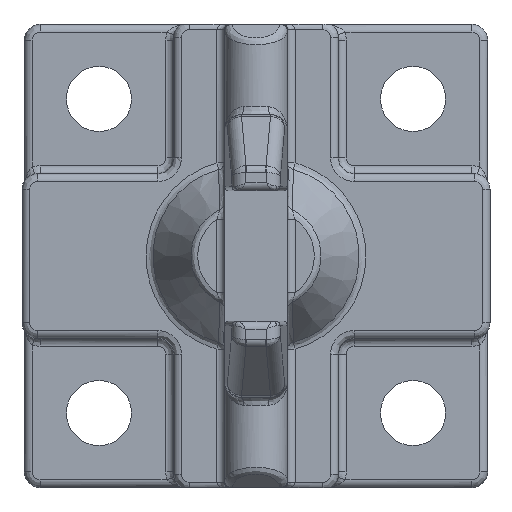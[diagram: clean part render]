
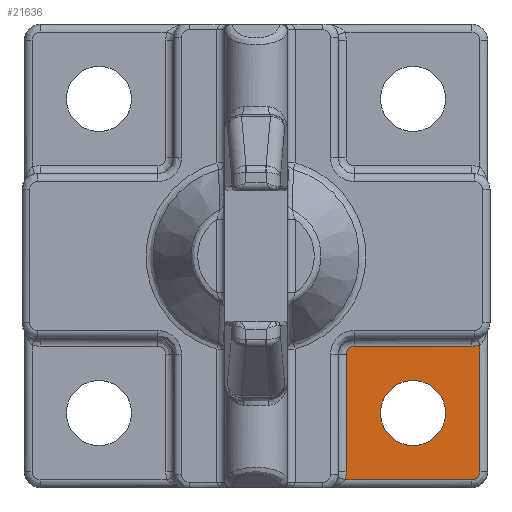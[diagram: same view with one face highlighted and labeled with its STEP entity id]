
A CAD part, left-side view. The second image highlights one B-rep face of the part: STEP entity #21636.
In plain terms, the highlighted planar face has unit normal (-1, 0, 0).
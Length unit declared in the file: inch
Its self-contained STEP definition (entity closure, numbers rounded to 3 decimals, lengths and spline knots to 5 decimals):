
#1198 = CARTESIAN_POINT ( 'NONE',  ( 0.82579, -0.23998, -0.22733 ) ) ;
#1455 = DIRECTION ( 'NONE',  ( 0., 0., -1. ) ) ;
#1589 = CARTESIAN_POINT ( 'NONE',  ( 0.82579, -0.22799, -0.23823 ) ) ;
#1652 = LINE ( 'NONE', #38735, #36128 ) ;
#1802 = CARTESIAN_POINT ( 'NONE',  ( 0.82579, -0.22638, -0.3937 ) ) ;
#1831 = CARTESIAN_POINT ( 'NONE',  ( 0.82579, -0.22638, -0.54134 ) ) ;
#1858 = CARTESIAN_POINT ( 'NONE',  ( 0.82579, -0.56102, -0.3937 ) ) ;
#1945 = DIRECTION ( 'NONE',  ( 0., 1., 0. ) ) ;
#2001 = CARTESIAN_POINT ( 'NONE',  ( 0.82579, -0.54134, -0.56102 ) ) ;
#2276 = CARTESIAN_POINT ( 'NONE',  ( 0.82579, -0.55287, -0.56102 ) ) ;
#3191 = CARTESIAN_POINT ( 'NONE',  ( 0.82579, -0.22638, -0.54806 ) ) ;
#3466 = CARTESIAN_POINT ( 'NONE',  ( 0.82579, -0.54806, -0.22638 ) ) ;
#4313 = CARTESIAN_POINT ( 'NONE',  ( 0.82579, -0.22829, -0.23758 ) ) ;
#4723 = CARTESIAN_POINT ( 'NONE',  ( 0.82579, -0.22991, -0.23467 ) ) ;
#5765 = EDGE_LOOP ( 'NONE', ( #19082, #34311, #13973, #35651, #8949, #16407, #31194, #5934 ) ) ;
#5934 = ORIENTED_EDGE ( 'NONE', *, *, #21864, .F. ) ;
#7448 = CIRCLE ( 'NONE', #22883, 0.08138 ) ;
#7503 = VERTEX_POINT ( 'NONE', #23548 ) ;
#7593 = CARTESIAN_POINT ( 'NONE',  ( 0.82579, -0.24481, -0.22638 ) ) ;
#8484 = B_SPLINE_CURVE_WITH_KNOTS ( 'NONE', 3,
 ( #19796, #7593, #38776, #10707, #1198, #29160, #10840, #32259, #20201, #4723, #10567, #4313, #1589, #26451, #35791, #17241 ),
 .UNSPECIFIED., .F., .F.,
 ( 4, 1, 2, 2, 2, 1, 2, 2, 4 ),
 ( 0., 0.125, 0.1875, 0.25, 0.5, 0.625, 0.6875, 0.75, 1. ),
 .UNSPECIFIED. ) ;
#8623 = DIRECTION ( 'NONE',  ( 1., 0., 0. ) ) ;
#8785 = VERTEX_POINT ( 'NONE', #12876 ) ;
#8949 = ORIENTED_EDGE ( 'NONE', *, *, #25468, .F. ) ;
#9590 = VERTEX_POINT ( 'NONE', #14801 ) ;
#9846 = CARTESIAN_POINT ( 'NONE',  ( 0.82579, -0.22524, -0.55469 ) ) ;
#10516 = VERTEX_POINT ( 'NONE', #24691 ) ;
#10567 = CARTESIAN_POINT ( 'NONE',  ( 0.82579, -0.2289, -0.23639 ) ) ;
#10707 = CARTESIAN_POINT ( 'NONE',  ( 0.82579, -0.24117, -0.22698 ) ) ;
#10840 = CARTESIAN_POINT ( 'NONE',  ( 0.82579, -0.23628, -0.22877 ) ) ;
#11387 = CARTESIAN_POINT ( 'NONE',  ( 0.82579, -0.56102, -0.55287 ) ) ;
#11515 = EDGE_CURVE ( 'NONE', #7503, #8785, #20711, .T. ) ;
#12876 = CARTESIAN_POINT ( 'NONE',  ( 0.82579, -0.223, -0.56102 ) ) ;
#12975 = EDGE_CURVE ( 'NONE', #40002, #30589, #37286, .T. ) ;
#13247 = CARTESIAN_POINT ( 'NONE',  ( 0.82579, -0.54134, -0.22638 ) ) ;
#13693 = CARTESIAN_POINT ( 'NONE',  ( 0.82579, -0.3937, -0.3937 ) ) ;
#13973 = ORIENTED_EDGE ( 'NONE', *, *, #28619, .F. ) ;
#14221 = ORIENTED_EDGE ( 'NONE', *, *, #27435, .T. ) ;
#14801 = CARTESIAN_POINT ( 'NONE',  ( 0.82579, -0.56102, -0.54134 ) ) ;
#15977 = CARTESIAN_POINT ( 'NONE',  ( 0.82579, -0.223, -0.56102 ) ) ;
#16252 = CARTESIAN_POINT ( 'NONE',  ( 0.82579, -0.56102, -0.223 ) ) ;
#16407 = ORIENTED_EDGE ( 'NONE', *, *, #22369, .T. ) ;
#17241 = CARTESIAN_POINT ( 'NONE',  ( 0.82579, -0.22638, -0.24606 ) ) ;
#17943 = VERTEX_POINT ( 'NONE', #21873 ) ;
#18062 = CARTESIAN_POINT ( 'NONE',  ( 0.82579, -0.56102, -0.54134 ) ) ;
#19082 = ORIENTED_EDGE ( 'NONE', *, *, #11515, .F. ) ;
#19088 = CARTESIAN_POINT ( 'NONE',  ( 0.82579, -0.22638, -0.54134 ) ) ;
#19356 =( BOUNDED_CURVE ( )  B_SPLINE_CURVE ( 3, ( #15977, #9846, #3191, #19088 ),
 .UNSPECIFIED., .F., .T. ) 
 B_SPLINE_CURVE_WITH_KNOTS ( ( 4, 4 ),
 ( 0., 1. ),
 .UNSPECIFIED. ) 
 CURVE ( )  GEOMETRIC_REPRESENTATION_ITEM ( )  RATIONAL_B_SPLINE_CURVE ( ( 1., 0.99, 0.99, 1. ) ) 
 REPRESENTATION_ITEM ( '' )  );
#19395 = CARTESIAN_POINT ( 'NONE',  ( 0.82579, -0.56102, -0.223 ) ) ;
#19796 = CARTESIAN_POINT ( 'NONE',  ( 0.82579, -0.24606, -0.22638 ) ) ;
#20201 = CARTESIAN_POINT ( 'NONE',  ( 0.82579, -0.23118, -0.23311 ) ) ;
#20529 = VECTOR ( 'NONE', #26852, 39.37008 ) ;
#20711 = LINE ( 'NONE', #27466, #21684 ) ;
#20776 = VERTEX_POINT ( 'NONE', #38727 ) ;
#21203 = FACE_OUTER_BOUND ( 'NONE', #5765, .T. ) ;
#21455 =( BOUNDED_CURVE ( )  B_SPLINE_CURVE ( 3, ( #18062, #11387, #2276, #2001 ),
 .UNSPECIFIED., .F., .T. ) 
 B_SPLINE_CURVE_WITH_KNOTS ( ( 4, 4 ),
 ( 0., 1. ),
 .UNSPECIFIED. ) 
 CURVE ( )  GEOMETRIC_REPRESENTATION_ITEM ( )  RATIONAL_B_SPLINE_CURVE ( ( 1., 0.805, 0.805, 1. ) ) 
 REPRESENTATION_ITEM ( '' )  );
#21636 = ADVANCED_FACE ( 'NONE', ( #33843, #21203 ), #22911, .F. ) ;
#21684 = VECTOR ( 'NONE', #30454, 39.37008 ) ;
#21864 = EDGE_CURVE ( 'NONE', #8785, #35384, #19356, .T. ) ;
#21873 = CARTESIAN_POINT ( 'NONE',  ( 0.82579, -0.22638, -0.24606 ) ) ;
#22187 = EDGE_CURVE ( 'NONE', #35384, #17943, #23614, .T. ) ;
#22369 = EDGE_CURVE ( 'NONE', #20776, #17943, #8484, .T. ) ;
#22818 = AXIS2_PLACEMENT_3D ( 'NONE', #13693, #29558, #1455 ) ;
#22883 = AXIS2_PLACEMENT_3D ( 'NONE', #26812, #8623, #1945 ) ;
#22911 = PLANE ( 'NONE',  #22818 ) ;
#23548 = CARTESIAN_POINT ( 'NONE',  ( 0.82579, -0.54134, -0.56102 ) ) ;
#23614 = LINE ( 'NONE', #1802, #31370 ) ;
#24691 = CARTESIAN_POINT ( 'NONE',  ( 0.82579, -0.31232, -0.3937 ) ) ;
#25113 = CARTESIAN_POINT ( 'NONE',  ( 0.82579, -0.54134, -0.22638 ) ) ;
#25468 = EDGE_CURVE ( 'NONE', #20776, #40002, #1652, .T. ) ;
#26451 = CARTESIAN_POINT ( 'NONE',  ( 0.82579, -0.22684, -0.24115 ) ) ;
#26812 = CARTESIAN_POINT ( 'NONE',  ( 0.82579, -0.3937, -0.3937 ) ) ;
#26852 = DIRECTION ( 'NONE',  ( 0., 0., -1. ) ) ;
#26952 = DIRECTION ( 'NONE',  ( 0., -1., 0. ) ) ;
#27345 = EDGE_LOOP ( 'NONE', ( #14221 ) ) ;
#27435 = EDGE_CURVE ( 'NONE', #10516, #10516, #7448, .T. ) ;
#27466 = CARTESIAN_POINT ( 'NONE',  ( 0.82579, -0.3937, -0.56102 ) ) ;
#28619 = EDGE_CURVE ( 'NONE', #30589, #9590, #28771, .T. ) ;
#28771 = LINE ( 'NONE', #1858, #20529 ) ;
#29160 = CARTESIAN_POINT ( 'NONE',  ( 0.82579, -0.23945, -0.22751 ) ) ;
#29231 = DIRECTION ( 'NONE',  ( 0., 0., 1. ) ) ;
#29558 = DIRECTION ( 'NONE',  ( 1., 0., 0. ) ) ;
#30454 = DIRECTION ( 'NONE',  ( 0., 1., 0. ) ) ;
#30589 = VERTEX_POINT ( 'NONE', #19395 ) ;
#31194 = ORIENTED_EDGE ( 'NONE', *, *, #22187, .F. ) ;
#31370 = VECTOR ( 'NONE', #29231, 39.37008 ) ;
#32259 = CARTESIAN_POINT ( 'NONE',  ( 0.82579, -0.23407, -0.23021 ) ) ;
#33431 = EDGE_CURVE ( 'NONE', #9590, #7503, #21455, .T. ) ;
#33843 = FACE_BOUND ( 'NONE', #27345, .T. ) ;
#34311 = ORIENTED_EDGE ( 'NONE', *, *, #33431, .F. ) ;
#34808 = CARTESIAN_POINT ( 'NONE',  ( 0.82579, -0.55469, -0.22524 ) ) ;
#35384 = VERTEX_POINT ( 'NONE', #1831 ) ;
#35651 = ORIENTED_EDGE ( 'NONE', *, *, #12975, .F. ) ;
#35791 = CARTESIAN_POINT ( 'NONE',  ( 0.82579, -0.22638, -0.24357 ) ) ;
#36128 = VECTOR ( 'NONE', #26952, 39.37008 ) ;
#37286 =( BOUNDED_CURVE ( )  B_SPLINE_CURVE ( 3, ( #13247, #3466, #34808, #16252 ),
 .UNSPECIFIED., .F., .F. ) 
 B_SPLINE_CURVE_WITH_KNOTS ( ( 4, 4 ),
 ( 0., 1. ),
 .UNSPECIFIED. ) 
 CURVE ( )  GEOMETRIC_REPRESENTATION_ITEM ( )  RATIONAL_B_SPLINE_CURVE ( ( 1., 0.99, 0.99, 1. ) ) 
 REPRESENTATION_ITEM ( '' )  );
#38727 = CARTESIAN_POINT ( 'NONE',  ( 0.82579, -0.24606, -0.22638 ) ) ;
#38735 = CARTESIAN_POINT ( 'NONE',  ( 0.82579, -0.3937, -0.22638 ) ) ;
#38776 = CARTESIAN_POINT ( 'NONE',  ( 0.82579, -0.24296, -0.22655 ) ) ;
#40002 = VERTEX_POINT ( 'NONE', #25113 ) ;
